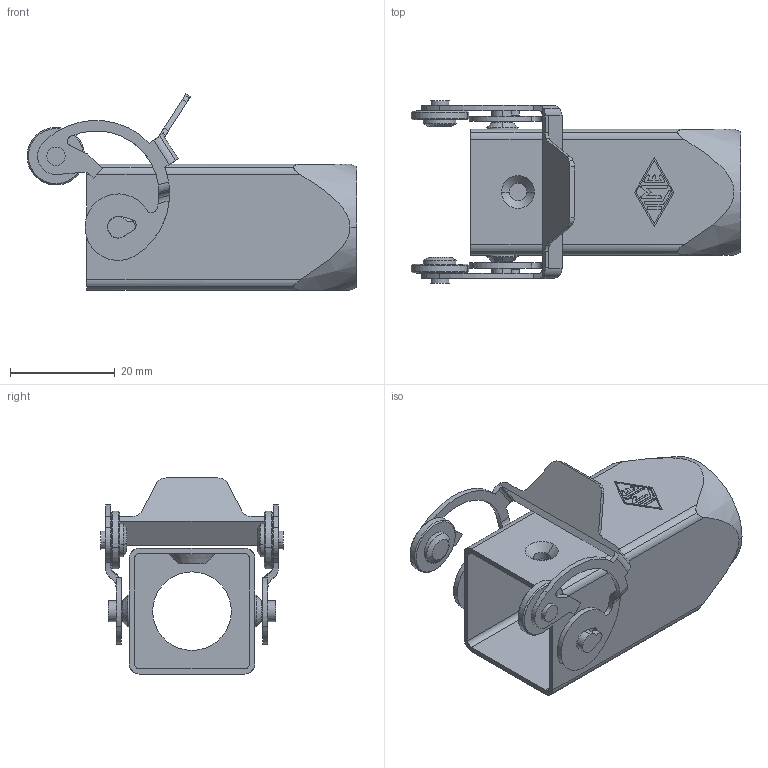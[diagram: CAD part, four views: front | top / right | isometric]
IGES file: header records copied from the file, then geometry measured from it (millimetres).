
Global section: file name: No Iges File Name specified; native system: AutoDesk Inventor R6.1; preprocessor: AutoDesk Inventor Iges Exporter R6.1; author: No Author specified; organization: No Organization specified; date: 20061207.103655; units: millimetre
Bounding box: 62.88 x 34.9 x 37.42 mm (x, y, z)
Volume: 7962.6 mm3; surface area: 12199.3 mm2
Topology: 2 solids, 2 shells, 237 faces, 621 edges, 406 vertices
Faces by surface type: plane 81, revolution 49, bspline 45, cylinder 43, cone 19
